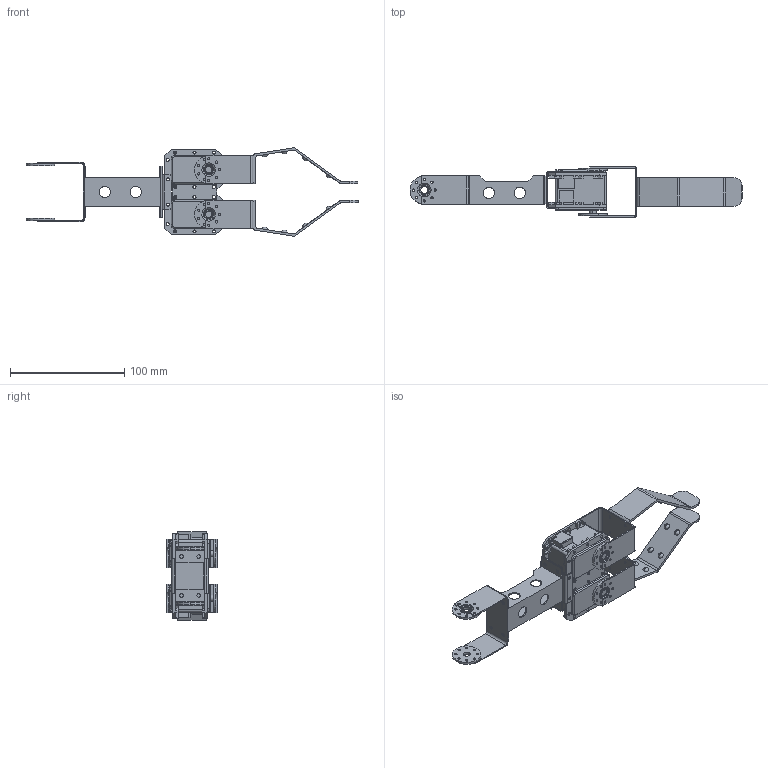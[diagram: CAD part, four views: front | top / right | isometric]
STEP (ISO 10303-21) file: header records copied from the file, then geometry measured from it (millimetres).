
FILE_DESCRIPTION (( 'STEP AP203' ), '1' );
FILE_NAME ('part4_xout_Default_sldprt.STEP', '2017-11-29T09:26:04', ( '' ), ( '' ), 'SwSTEP 2.0', 'SolidWorks 2016', '' );
FILE_SCHEMA (( 'CONFIG_CONTROL_DESIGN' ));
Length unit declared in the file: millimetre
Products named in the file (1): part4_xout_Default_sldprt
Bounding box: 290.3 x 43.85 x 77.37 mm (x, y, z)
Volume: 121508 mm3; surface area: 79397.1 mm2
Topology: 18 solids, 18 shells, 1240 faces, 3342 edges, 2180 vertices
Faces by surface type: plane 636, cylinder 524, torus 44, bspline 36
Entity records: 41033 total; most frequent: CARTESIAN_POINT 8357, DIRECTION 6826, ORIENTED_EDGE 6684, EDGE_CURVE 3342, AXIS2_PLACEMENT_3D 2353, VERTEX_POINT 2180, VECTOR 2120, LINE 2120
